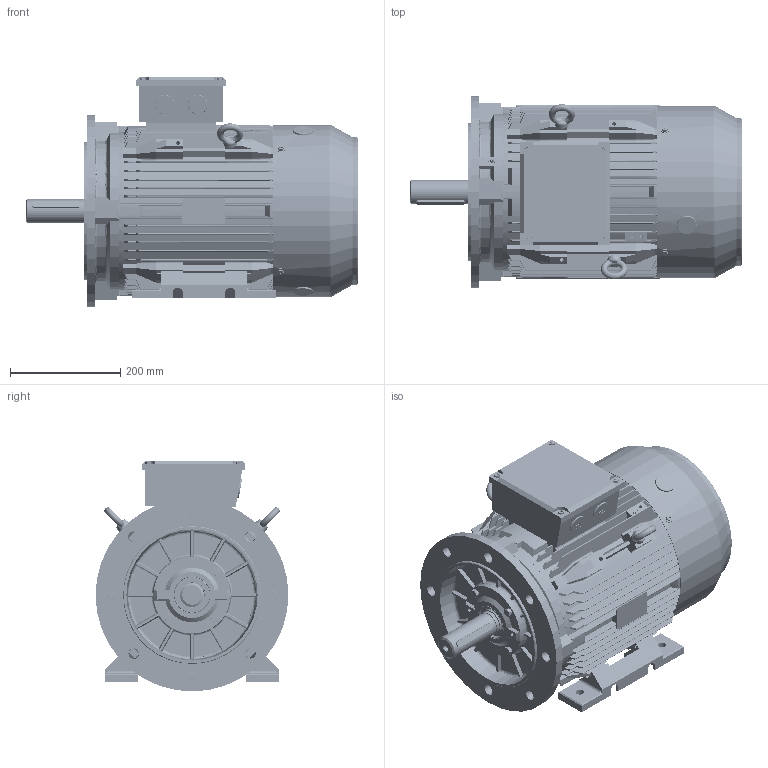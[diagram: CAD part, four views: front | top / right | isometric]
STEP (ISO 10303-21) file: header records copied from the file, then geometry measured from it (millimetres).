
FILE_DESCRIPTION (( 'STEP AP203' ), '1' );
FILE_NAME ('TC 160M B35外形图.STEP', '2012-12-17T02:20:14', ( '微软用户' ), ( '微软中国' ), 'SwSTEP 2.0', 'SolidWorks 2008', '' );
FILE_SCHEMA (( 'CONFIG_CONTROL_DESIGN' ));
Products named in the file (26): TC 160 轴承外盖NDE_默认; TC 160M 转子_默认; TC 160M 轴_默认; 6309_默认; 油封45-65-8_默认; IE2 160风叶_默认; TC 160 风罩_默认; TC 160-180接线盒座_默认; 螺塞M32_默认; M8-30_默认; M8-60_默认; 8_默认; 吊环M10_默认; 平键12-8-90_默认; TC 160 B5 端盖_默认; TC 160M 底脚_默认; TC 160 B3 端盖_默认; TC 160 轴承外盖DE_默认; TC 160 轴承内盖_默认; TC 160-180接线盒盖_默认; 铜油嘴_默认; 扣塞_默认; M6-20_默认; M6-10_默认; TC 160M B35俋倛芞; TC 160M 机座_默认
Assembly tree (52 placements, depth 3):
  TC 160M B35俋倛芞
    M6-20_默认  x4
    TC 160 B3 端盖_默认
    TC 160-180接线盒盖_默认
    M8-60_默认  x4
    TC 160M 底脚_默认  x2
    TC 160 轴承内盖_默认  x2
    吊环M10_默认  x2
    铜油嘴_默认  x2
    油封45-65-8_默认  x2
    8_默认  x8
    TC 160M 机座_默认
    扣塞_默认  x2
    M8-30_默认  x4
    螺塞M32_默认  x2
    M6-10_默认  x4
    TC 160 轴承外盖NDE_默认
    平键12-8-90_默认
    IE2 160风叶_默认
    TC 160 风罩_默认
    TC 160-180接线盒座_默认
    TC 160 B5 端盖_默认
    TC 160 轴承外盖DE_默认
    TC 160M 转子_默认
      TC 160M 轴_默认
      6309_默认  x2
Bounding box: 602.5 x 350 x 419 mm (x, y, z)
Volume: 9375971.1 mm3; surface area: 2819540.4 mm2
Topology: 53 solids, 54 shells, 6907 faces, 19738 edges, 12939 vertices
Faces by surface type: plane 3296, cylinder 2562, cone 458, torus 414, bspline 125, sphere 52
Entity records: 218847 total; most frequent: CARTESIAN_POINT 55464, ORIENTED_EDGE 34334, DIRECTION 32638, EDGE_CURVE 17167, AXIS2_PLACEMENT_3D 11468, VERTEX_POINT 11311, VECTOR 9702, LINE 9702
